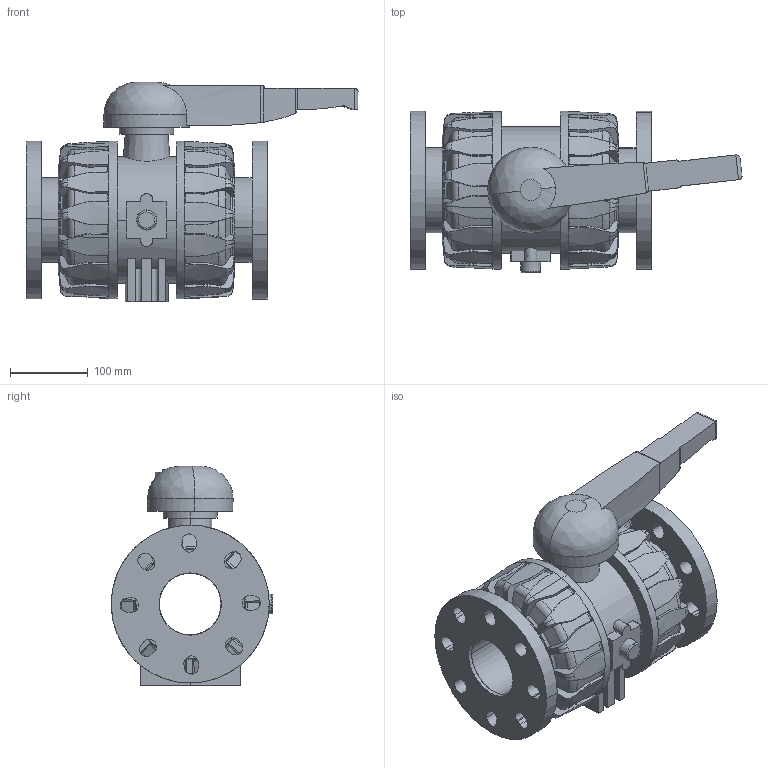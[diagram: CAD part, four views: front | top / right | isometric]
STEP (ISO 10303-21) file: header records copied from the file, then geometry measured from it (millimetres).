
FILE_DESCRIPTION(('STEP AP214'),'1');
FILE_NAME('vkdom090e.stp','2018-02-19T07:45:12',('TraceParts'),('TraceParts S.A.'),'Spatial InterOp 3D',' ',' ');
FILE_SCHEMA(('automotive_design'));
Length unit declared in the file: millimetre
Products named in the file (8): vkdom090e_1; vkdom090e_2; vkdom090e_3; vkdom090e_4; vkdom090e_5; vkdom090e_6; vkdom090e_7; vkdom090e_8
Bounding box: 426.6 x 207.5 x 282 mm (x, y, z)
Volume: 6935755.7 mm3; surface area: 840180.8 mm2
Topology: 8 solids, 8 shells, 989 faces, 2798 edges, 1837 vertices
Faces by surface type: plane 337, cylinder 302, torus 200, cone 136, bspline 14
Entity records: 47494 total; most frequent: CARTESIAN_POINT 14250, ORIENTED_EDGE 5596, DIRECTION 5098, EDGE_CURVE 2798, AXIS2_PLACEMENT_3D 2144, VERTEX_POINT 1837, EDGE_LOOP 1047, STYLED_ITEM 997
